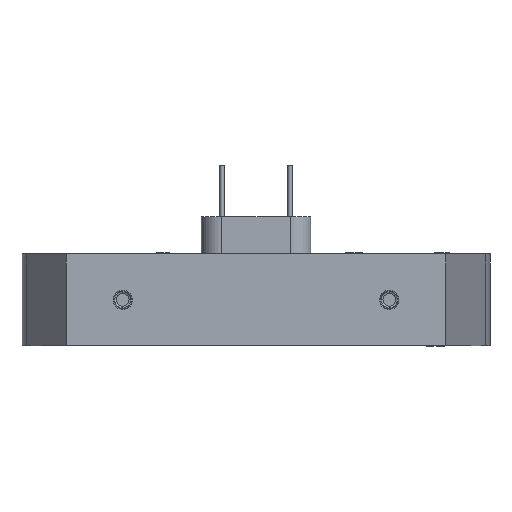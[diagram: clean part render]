
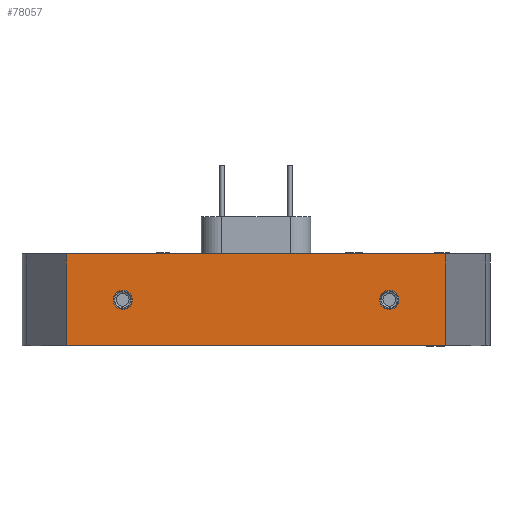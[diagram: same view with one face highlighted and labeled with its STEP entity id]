
A CAD part, front view. The second image highlights one B-rep face of the part: STEP entity #78057.
In plain terms, the highlighted planar face has unit normal (0, -1, 0).
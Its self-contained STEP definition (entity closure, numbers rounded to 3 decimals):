
#669 = AXIS2_PLACEMENT_3D ( 'NONE', #10469, #59895, #17572 ) ;
#2582 = ORIENTED_EDGE ( 'NONE', *, *, #44989, .F. ) ;
#3155 = EDGE_CURVE ( 'NONE', #28163, #41357, #17184, .T. ) ;
#4795 = DIRECTION ( 'NONE',  ( 0., 0., -1. ) ) ;
#5861 = CARTESIAN_POINT ( 'NONE',  ( 90., -160., 6.5 ) ) ;
#9149 = VERTEX_POINT ( 'NONE', #87806 ) ;
#9516 = LINE ( 'NONE', #54116, #80256 ) ;
#10384 = PLANE ( 'NONE',  #66775 ) ;
#10469 = CARTESIAN_POINT ( 'NONE',  ( 90., -160., 0. ) ) ;
#10804 = CARTESIAN_POINT ( 'NONE',  ( -128., -160., 31. ) ) ;
#10856 = CARTESIAN_POINT ( 'NONE',  ( -90., -160., 6.5 ) ) ;
#12279 = VECTOR ( 'NONE', #88740, 1000. ) ;
#12355 = DIRECTION ( 'NONE',  ( 0., 0., -1. ) ) ;
#13672 = DIRECTION ( 'NONE',  ( 0., -1., 0. ) ) ;
#16776 = DIRECTION ( 'NONE',  ( 0., -1., 0. ) ) ;
#17184 = CIRCLE ( 'NONE', #669, 6.5 ) ;
#17477 = CARTESIAN_POINT ( 'NONE',  ( -128., -160., 31. ) ) ;
#17572 = DIRECTION ( 'NONE',  ( 0., 0., -1. ) ) ;
#18162 = FACE_BOUND ( 'NONE', #22331, .T. ) ;
#18990 = EDGE_CURVE ( 'NONE', #31910, #55754, #27997, .T. ) ;
#19904 = AXIS2_PLACEMENT_3D ( 'NONE', #56024, #13672, #63138 ) ;
#22331 = EDGE_LOOP ( 'NONE', ( #39704, #41617 ) ) ;
#23150 = CARTESIAN_POINT ( 'NONE',  ( -90., -160., 0. ) ) ;
#23256 = EDGE_CURVE ( 'NONE', #69688, #9149, #29718, .T. ) ;
#24330 = CARTESIAN_POINT ( 'NONE',  ( -128., -160., 31. ) ) ;
#24488 = DIRECTION ( 'NONE',  ( 0., 1., 0. ) ) ;
#27997 = CIRCLE ( 'NONE', #79010, 6.5 ) ;
#28163 = VERTEX_POINT ( 'NONE', #5861 ) ;
#29718 = LINE ( 'NONE', #54712, #67459 ) ;
#30206 = DIRECTION ( 'NONE',  ( 0., 0., -1. ) ) ;
#30369 = AXIS2_PLACEMENT_3D ( 'NONE', #59113, #16776, #66226 ) ;
#30735 = ORIENTED_EDGE ( 'NONE', *, *, #47961, .T. ) ;
#30954 = LINE ( 'NONE', #24330, #12279 ) ;
#31910 = VERTEX_POINT ( 'NONE', #43309 ) ;
#36112 = ORIENTED_EDGE ( 'NONE', *, *, #73489, .T. ) ;
#36276 = CARTESIAN_POINT ( 'NONE',  ( -128., -160., -31. ) ) ;
#39704 = ORIENTED_EDGE ( 'NONE', *, *, #68314, .F. ) ;
#41357 = VERTEX_POINT ( 'NONE', #74187 ) ;
#41617 = ORIENTED_EDGE ( 'NONE', *, *, #3155, .F. ) ;
#42828 = VERTEX_POINT ( 'NONE', #75396 ) ;
#43309 = CARTESIAN_POINT ( 'NONE',  ( -90., -160., -6.5 ) ) ;
#43422 = DIRECTION ( 'NONE',  ( 1., 0., 0. ) ) ;
#44989 = EDGE_CURVE ( 'NONE', #78884, #69688, #30954, .T. ) ;
#47961 = EDGE_CURVE ( 'NONE', #42828, #9149, #67391, .T. ) ;
#54116 = CARTESIAN_POINT ( 'NONE',  ( -128., -160., 31. ) ) ;
#54712 = CARTESIAN_POINT ( 'NONE',  ( 128., -160., 31. ) ) ;
#54752 = ORIENTED_EDGE ( 'NONE', *, *, #90968, .F. ) ;
#55754 = VERTEX_POINT ( 'NONE', #10856 ) ;
#56024 = CARTESIAN_POINT ( 'NONE',  ( 90., -160., 0. ) ) ;
#57127 = ORIENTED_EDGE ( 'NONE', *, *, #23256, .F. ) ;
#59113 = CARTESIAN_POINT ( 'NONE',  ( -90., -160., 0. ) ) ;
#59174 = CARTESIAN_POINT ( 'NONE',  ( 128., -160., 31. ) ) ;
#59895 = DIRECTION ( 'NONE',  ( 0., -1., 0. ) ) ;
#61044 = EDGE_LOOP ( 'NONE', ( #30735, #57127, #2582, #36112 ) ) ;
#63138 = DIRECTION ( 'NONE',  ( 0., 0., -1. ) ) ;
#66226 = DIRECTION ( 'NONE',  ( 0., 0., -1. ) ) ;
#66775 = AXIS2_PLACEMENT_3D ( 'NONE', #17477, #24488, #74071 ) ;
#66850 = CIRCLE ( 'NONE', #30369, 6.5 ) ;
#67391 = LINE ( 'NONE', #36276, #86242 ) ;
#67459 = VECTOR ( 'NONE', #12355, 1000. ) ;
#68314 = EDGE_CURVE ( 'NONE', #41357, #28163, #77650, .T. ) ;
#69688 = VERTEX_POINT ( 'NONE', #59174 ) ;
#70638 = EDGE_LOOP ( 'NONE', ( #72500, #54752 ) ) ;
#72369 = FACE_OUTER_BOUND ( 'NONE', #61044, .T. ) ;
#72500 = ORIENTED_EDGE ( 'NONE', *, *, #18990, .F. ) ;
#72695 = DIRECTION ( 'NONE',  ( 0., -1., 0. ) ) ;
#73489 = EDGE_CURVE ( 'NONE', #78884, #42828, #9516, .T. ) ;
#74071 = DIRECTION ( 'NONE',  ( 0., 0., 1. ) ) ;
#74187 = CARTESIAN_POINT ( 'NONE',  ( 90., -160., -6.5 ) ) ;
#75396 = CARTESIAN_POINT ( 'NONE',  ( -128., -160., -31. ) ) ;
#77650 = CIRCLE ( 'NONE', #19904, 6.5 ) ;
#78057 = ADVANCED_FACE ( 'NONE', ( #18162, #91198, #72369 ), #10384, .F. ) ;
#78884 = VERTEX_POINT ( 'NONE', #10804 ) ;
#79010 = AXIS2_PLACEMENT_3D ( 'NONE', #23150, #72695, #30206 ) ;
#80256 = VECTOR ( 'NONE', #4795, 1000. ) ;
#86242 = VECTOR ( 'NONE', #43422, 1000. ) ;
#87806 = CARTESIAN_POINT ( 'NONE',  ( 128., -160., -31. ) ) ;
#88740 = DIRECTION ( 'NONE',  ( 1., 0., 0. ) ) ;
#90968 = EDGE_CURVE ( 'NONE', #55754, #31910, #66850, .T. ) ;
#91198 = FACE_BOUND ( 'NONE', #70638, .T. ) ;
